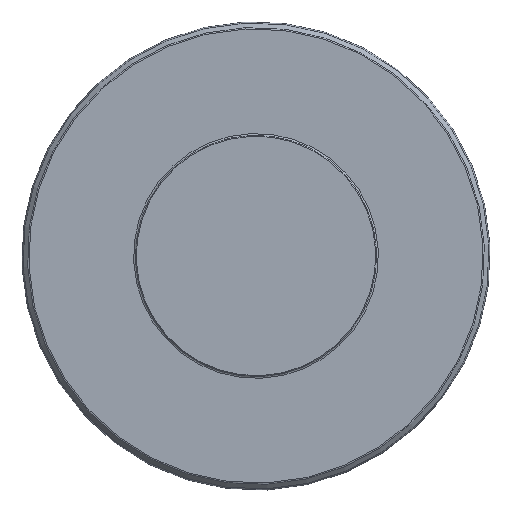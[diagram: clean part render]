
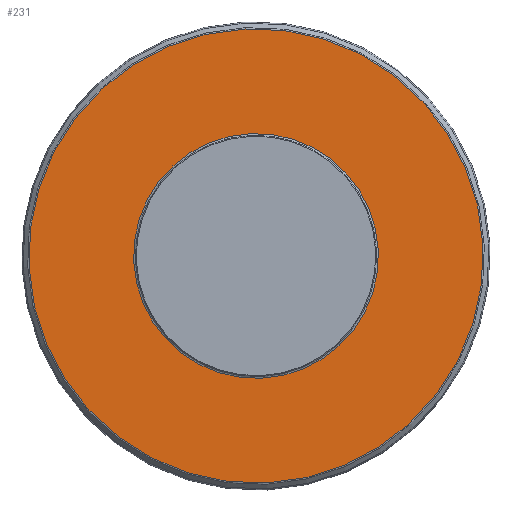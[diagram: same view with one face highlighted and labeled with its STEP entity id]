
A CAD part, top view. The second image highlights one B-rep face of the part: STEP entity #231.
In plain terms, the highlighted planar face has unit normal (0, 0, 1).
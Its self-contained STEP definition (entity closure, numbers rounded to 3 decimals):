
#173=FACE_BOUND('',#289,.T.);
#174=FACE_BOUND('',#290,.T.);
#231=ADVANCED_FACE('',(#173,#174),#256,.T.);
#256=PLANE('',#546);
#289=EDGE_LOOP('',(#361));
#290=EDGE_LOOP('',(#362));
#361=ORIENTED_EDGE('',*,*,#457,.T.);
#362=ORIENTED_EDGE('',*,*,#458,.T.);
#421=VERTEX_POINT('',#782);
#422=VERTEX_POINT('',#784);
#457=EDGE_CURVE('',#421,#421,#493,.T.);
#458=EDGE_CURVE('',#422,#422,#494,.T.);
#493=CIRCLE('',#544,254.296);
#494=CIRCLE('',#545,137.);
#544=AXIS2_PLACEMENT_3D('',#781,#648,#649);
#545=AXIS2_PLACEMENT_3D('',#783,#650,#651);
#546=AXIS2_PLACEMENT_3D('',#785,#652,#653);
#648=DIRECTION('',(0.,0.,1.));
#649=DIRECTION('',(-0.976,-0.22,0.));
#650=DIRECTION('',(0.,0.,-1.));
#651=DIRECTION('',(-0.976,-0.22,0.));
#652=DIRECTION('',(0.,0.,1.));
#653=DIRECTION('',(-0.976,-0.22,0.));
#781=CARTESIAN_POINT('',(0.,0.,-8.));
#782=CARTESIAN_POINT('',(-248.075,-55.906,-8.));
#783=CARTESIAN_POINT('',(0.,0.,-8.));
#784=CARTESIAN_POINT('',(-133.648,-30.119,-8.));
#785=CARTESIAN_POINT('',(255.125,0.,-8.));
